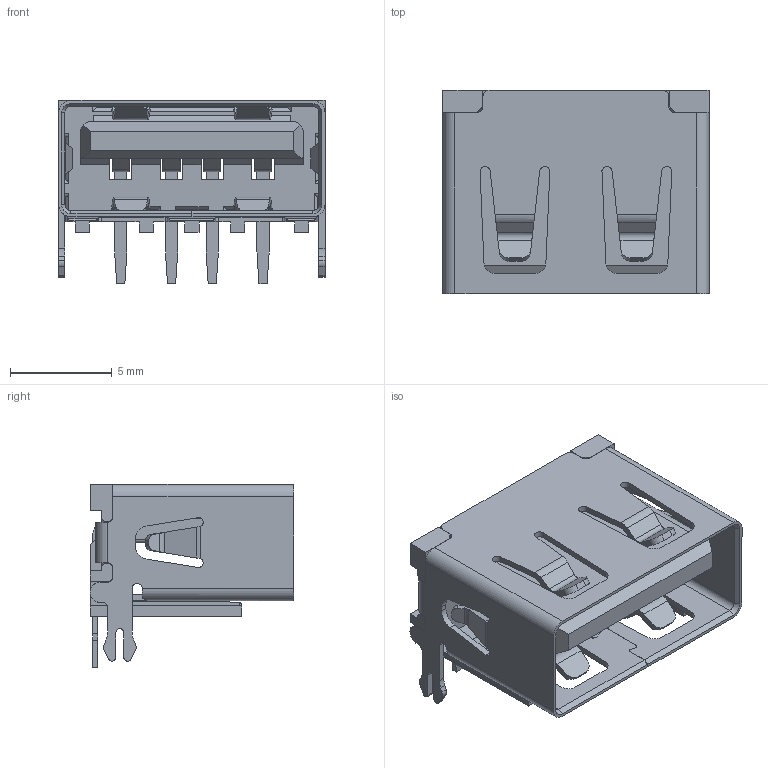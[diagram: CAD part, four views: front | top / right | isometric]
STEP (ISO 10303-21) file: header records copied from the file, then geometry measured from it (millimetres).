
FILE_DESCRIPTION (( 'STEP AP214' ), '1' );
FILE_NAME ('USB-A-TH_USB1125-GF-B.STEP', '2024-02-09T09:02:19', ( '' ), ( '' ), 'SwSTEP 2.0', 'SolidWorks 2020', '' );
FILE_SCHEMA (( 'AUTOMOTIVE_DESIGN' ));
Length unit declared in the file: millimetre
Products named in the file (1): USB-A-TH_USB1125-GF-B
Bounding box: 13.11 x 10 x 9.01 mm (x, y, z)
Volume: 290 mm3; surface area: 1460.2 mm2
Topology: 6 solids, 6 shells, 1188 faces, 3420 edges, 2254 vertices
Faces by surface type: plane 702, cylinder 344, bspline 138, cone 4
Entity records: 53475 total; most frequent: CARTESIAN_POINT 10075, ORIENTED_EDGE 6840, DIRECTION 5620, EDGE_CURVE 3420, VECTOR 2366, LINE 2366, VERTEX_POINT 2254, AXIS2_PLACEMENT_3D 1627
